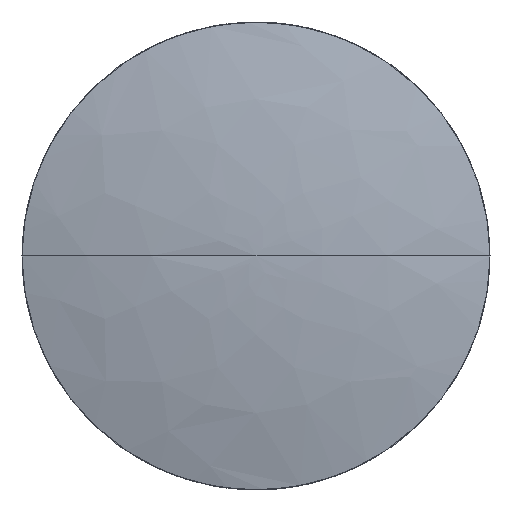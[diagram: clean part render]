
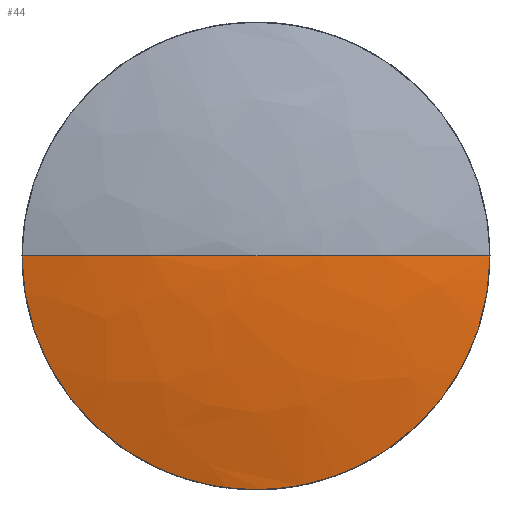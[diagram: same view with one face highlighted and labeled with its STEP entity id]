
A CAD part, front view. The second image highlights one B-rep face of the part: STEP entity #44.
In plain terms, the highlighted free-form (B-spline) face has degree [3, 3] with [4, 4] control points.
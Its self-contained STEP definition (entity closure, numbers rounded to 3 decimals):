
#44=ADVANCED_FACE('',(#55),#328,.T.);
#55=FACE_OUTER_BOUND('',#67,.T.);
#67=EDGE_LOOP('',(#93,#94,#95));
#93=ORIENTED_EDGE('',*,*,#261,.T.);
#94=ORIENTED_EDGE('',*,*,#262,.T.);
#95=ORIENTED_EDGE('',*,*,#263,.T.);
#129=PCURVE('',#328,#165);
#130=PCURVE('',#328,#166);
#131=PCURVE('',#328,#167);
#133=PCURVE('',#329,#169);
#134=PCURVE('',#329,#170);
#165=DEFINITIONAL_REPRESENTATION('',(#201),#773);
#166=DEFINITIONAL_REPRESENTATION('',(#202),#773);
#167=DEFINITIONAL_REPRESENTATION('',(#203),#773);
#169=DEFINITIONAL_REPRESENTATION('',(#205),#773);
#170=DEFINITIONAL_REPRESENTATION('',(#206),#773);
#201=B_SPLINE_CURVE_WITH_KNOTS('',1,(#567,#568),.UNSPECIFIED.,.F.,.F.,(2,
2),(0.,1.),.UNSPECIFIED.);
#202=B_SPLINE_CURVE_WITH_KNOTS('',1,(#573,#574),.UNSPECIFIED.,.F.,.F.,(2,
2),(-1.,0.),.UNSPECIFIED.);
#203=B_SPLINE_CURVE_WITH_KNOTS('',1,(#579,#580),.UNSPECIFIED.,.F.,.F.,(2,
2),(-1.,-0.5),.UNSPECIFIED.);
#205=B_SPLINE_CURVE_WITH_KNOTS('',1,(#587,#588),.UNSPECIFIED.,.F.,.F.,(2,
2),(-1.,0.),.UNSPECIFIED.);
#206=B_SPLINE_CURVE_WITH_KNOTS('',1,(#589,#590),.UNSPECIFIED.,.F.,.F.,(2,
2),(0.,1.),.UNSPECIFIED.);
#233=SURFACE_CURVE('',#289,(#129,#134),.PCURVE_S1.);
#234=SURFACE_CURVE('',#290,(#130,#133),.PCURVE_S1.);
#235=SURFACE_CURVE('',#291,(#131),.PCURVE_S1.);
#261=EDGE_CURVE('',#315,#314,#233,.T.);
#262=EDGE_CURVE('',#314,#313,#234,.T.);
#263=EDGE_CURVE('',#313,#315,#235,.T.);
#289=(
BOUNDED_CURVE()
B_SPLINE_CURVE(3,(#563,#564,#565,#566),.UNSPECIFIED.,.F.,.F.)
B_SPLINE_CURVE_WITH_KNOTS((4,4),(0.,1.),.UNSPECIFIED.)
CURVE()
GEOMETRIC_REPRESENTATION_ITEM()
RATIONAL_B_SPLINE_CURVE((1.,0.995,0.995,1.))
REPRESENTATION_ITEM('')
);
#290=(
BOUNDED_CURVE()
B_SPLINE_CURVE(3,(#569,#570,#571,#572),.UNSPECIFIED.,.F.,.F.)
B_SPLINE_CURVE_WITH_KNOTS((4,4),(-1.,0.),.UNSPECIFIED.)
CURVE()
GEOMETRIC_REPRESENTATION_ITEM()
RATIONAL_B_SPLINE_CURVE((1.,0.995,0.995,1.))
REPRESENTATION_ITEM('')
);
#291=(
BOUNDED_CURVE()
B_SPLINE_CURVE(3,(#575,#576,#577,#578),.UNSPECIFIED.,.F.,.F.)
B_SPLINE_CURVE_WITH_KNOTS((4,4),(-1.,-0.5),.UNSPECIFIED.)
CURVE()
GEOMETRIC_REPRESENTATION_ITEM()
RATIONAL_B_SPLINE_CURVE((1.,0.333,0.333,1.))
REPRESENTATION_ITEM('')
);
#313=VERTEX_POINT('',#560);
#314=VERTEX_POINT('',#561);
#315=VERTEX_POINT('',#562);
#328=(
BOUNDED_SURFACE()
B_SPLINE_SURFACE(3,3,((#528,#529,#530,#531),(#532,#533,#534,#535),(#536,
#537,#538,#539),(#540,#541,#542,#543)),.UNSPECIFIED.,.F.,.F.,.F.)
B_SPLINE_SURFACE_WITH_KNOTS((4,4),(4,4),(0.,1.),(0.5,1.),.UNSPECIFIED.)
GEOMETRIC_REPRESENTATION_ITEM()
RATIONAL_B_SPLINE_SURFACE(((1.,0.333,0.333,1.),
(0.995,0.332,0.332,0.995),
(0.995,0.332,0.332,0.995),
(1.,0.333,0.333,1.)))
REPRESENTATION_ITEM('')
SURFACE()
);
#329=(
BOUNDED_SURFACE()
B_SPLINE_SURFACE(3,3,((#544,#545,#546,#547),(#548,#549,#550,#551),(#552,
#553,#554,#555),(#556,#557,#558,#559)),.UNSPECIFIED.,.F.,.F.,.F.)
B_SPLINE_SURFACE_WITH_KNOTS((4,4),(4,4),(0.,1.),(0.,0.5),.UNSPECIFIED.)
GEOMETRIC_REPRESENTATION_ITEM()
RATIONAL_B_SPLINE_SURFACE(((1.,0.333,0.333,1.),
(0.995,0.332,0.332,0.995),
(0.995,0.332,0.332,0.995),
(1.,0.333,0.333,1.)))
REPRESENTATION_ITEM('')
SURFACE()
);
#528=CARTESIAN_POINT('',(8.,1.,0.));
#529=CARTESIAN_POINT('',(8.,1.,-16.));
#530=CARTESIAN_POINT('',(-8.,1.,-16.));
#531=CARTESIAN_POINT('',(-8.,1.,0.));
#532=CARTESIAN_POINT('',(5.382,0.335,0.));
#533=CARTESIAN_POINT('',(5.382,0.335,-10.764));
#534=CARTESIAN_POINT('',(-5.382,0.335,-10.764));
#535=CARTESIAN_POINT('',(-5.382,0.335,0.));
#536=CARTESIAN_POINT('',(2.701,0.,0.));
#537=CARTESIAN_POINT('',(2.701,0.,-5.403));
#538=CARTESIAN_POINT('',(-2.701,0.,-5.403));
#539=CARTESIAN_POINT('',(-2.701,0.,0.));
#540=CARTESIAN_POINT('',(0.,0.,0.));
#541=CARTESIAN_POINT('',(0.,0.,0.));
#542=CARTESIAN_POINT('',(0.,0.,0.));
#543=CARTESIAN_POINT('',(0.,0.,0.));
#544=CARTESIAN_POINT('',(-8.,1.,0.));
#545=CARTESIAN_POINT('',(-8.,1.,16.));
#546=CARTESIAN_POINT('',(8.,1.,16.));
#547=CARTESIAN_POINT('',(8.,1.,0.));
#548=CARTESIAN_POINT('',(-5.382,0.335,0.));
#549=CARTESIAN_POINT('',(-5.382,0.335,10.764));
#550=CARTESIAN_POINT('',(5.382,0.335,10.764));
#551=CARTESIAN_POINT('',(5.382,0.335,0.));
#552=CARTESIAN_POINT('',(-2.701,0.,0.));
#553=CARTESIAN_POINT('',(-2.701,0.,5.403));
#554=CARTESIAN_POINT('',(2.701,0.,5.403));
#555=CARTESIAN_POINT('',(2.701,0.,0.));
#556=CARTESIAN_POINT('',(0.,0.,0.));
#557=CARTESIAN_POINT('',(0.,0.,0.));
#558=CARTESIAN_POINT('',(0.,0.,0.));
#559=CARTESIAN_POINT('',(0.,0.,0.));
#560=CARTESIAN_POINT('',(-8.,1.,0.));
#561=CARTESIAN_POINT('',(0.,0.,0.));
#562=CARTESIAN_POINT('',(8.,1.,0.));
#563=CARTESIAN_POINT('',(8.,1.,0.));
#564=CARTESIAN_POINT('',(5.382,0.335,0.));
#565=CARTESIAN_POINT('',(2.701,0.,0.));
#566=CARTESIAN_POINT('',(0.,0.,0.));
#567=CARTESIAN_POINT('',(0.,0.5));
#568=CARTESIAN_POINT('',(1.,0.5));
#569=CARTESIAN_POINT('',(0.,0.,0.));
#570=CARTESIAN_POINT('',(-2.701,0.,0.));
#571=CARTESIAN_POINT('',(-5.382,0.335,0.));
#572=CARTESIAN_POINT('',(-8.,1.,0.));
#573=CARTESIAN_POINT('',(1.,1.));
#574=CARTESIAN_POINT('',(0.,1.));
#575=CARTESIAN_POINT('',(-8.,1.,0.));
#576=CARTESIAN_POINT('',(-8.,1.,-16.));
#577=CARTESIAN_POINT('',(8.,1.,-16.));
#578=CARTESIAN_POINT('',(8.,1.,0.));
#579=CARTESIAN_POINT('',(0.,1.));
#580=CARTESIAN_POINT('',(0.,0.5));
#587=CARTESIAN_POINT('',(1.,0.));
#588=CARTESIAN_POINT('',(0.,0.));
#589=CARTESIAN_POINT('',(0.,0.5));
#590=CARTESIAN_POINT('',(1.,0.5));
#773=(
GEOMETRIC_REPRESENTATION_CONTEXT(2)
PARAMETRIC_REPRESENTATION_CONTEXT()
REPRESENTATION_CONTEXT('pspace','')
);
